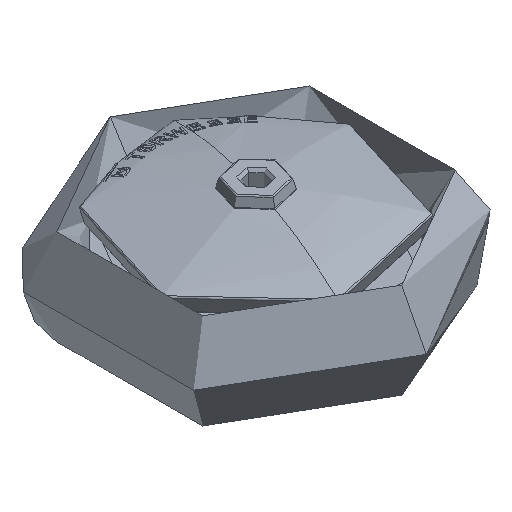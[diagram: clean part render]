
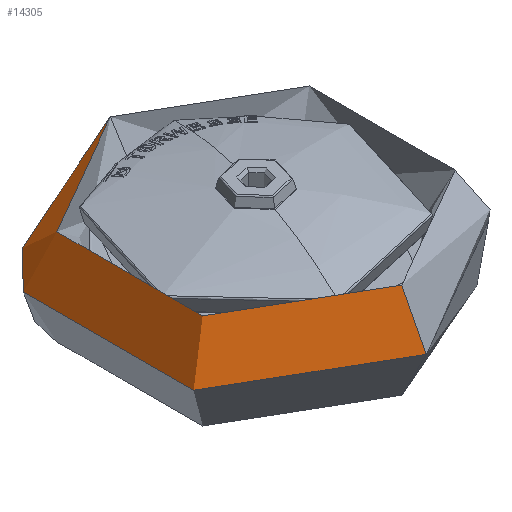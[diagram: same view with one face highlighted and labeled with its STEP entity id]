
A CAD part, isometric view. The second image highlights one B-rep face of the part: STEP entity #14305.
In plain terms, the highlighted free-form (B-spline) face has degree [3, 3] with [4, 4] control points.
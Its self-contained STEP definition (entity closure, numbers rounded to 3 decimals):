
#214 =( BOUNDED_CURVE ( )  B_SPLINE_CURVE ( 3, ( #20308, #8162, #11769, #17031 ),
 .UNSPECIFIED., .F., .F. ) 
 B_SPLINE_CURVE_WITH_KNOTS ( ( 4, 4 ),
 ( 4.712, 6.283 ),
 .UNSPECIFIED. ) 
 CURVE ( )  GEOMETRIC_REPRESENTATION_ITEM ( )  RATIONAL_B_SPLINE_CURVE ( ( 1., 0.805, 0.805, 1. ) ) 
 REPRESENTATION_ITEM ( '' )  );
#309 = AXIS2_PLACEMENT_3D ( 'NONE', #4785, #6499, #15154 ) ;
#1128 = EDGE_CURVE ( 'NONE', #5067, #20653, #21669, .T. ) ;
#1298 = EDGE_CURVE ( 'NONE', #18223, #5067, #214, .T. ) ;
#1402 = ORIENTED_EDGE ( 'NONE', *, *, #15740, .F. ) ;
#1411 = CARTESIAN_POINT ( 'NONE',  ( -4.362, -62.5, 10.251 ) ) ;
#1628 = FACE_OUTER_BOUND ( 'NONE', #22411, .T. ) ;
#2315 = CARTESIAN_POINT ( 'NONE',  ( -4.362, -62.5, 0. ) ) ;
#2415 = CARTESIAN_POINT ( 'NONE',  ( -4.362, -53.5, 17.5 ) ) ;
#3984 = CARTESIAN_POINT ( 'NONE',  ( -4.362, -53.5, 17.5 ) ) ;
#4206 = ORIENTED_EDGE ( 'NONE', *, *, #10849, .F. ) ;
#4493 = ORIENTED_EDGE ( 'NONE', *, *, #1298, .F. ) ;
#4785 = CARTESIAN_POINT ( 'NONE',  ( -4.362, 0., 17.5 ) ) ;
#4824 = CARTESIAN_POINT ( 'NONE',  ( -129.362, -62.5, 10.251 ) ) ;
#4895 = CARTESIAN_POINT ( 'NONE',  ( -111.362, 53.5, 17.5 ) ) ;
#4970 = CARTESIAN_POINT ( 'NONE',  ( -121.906, 58.772, 17.5 ) ) ;
#5037 = CARTESIAN_POINT ( 'NONE',  ( -111.362, -53.5, 17.5 ) ) ;
#5067 = VERTEX_POINT ( 'NONE', #22155 ) ;
#5687 = DIRECTION ( 'NONE',  ( 0., 0., -1. ) ) ;
#5860 = CARTESIAN_POINT ( 'NONE',  ( -4.362, -62.5, 10.251 ) ) ;
#6463 = CARTESIAN_POINT ( 'NONE',  ( -4.362, -58.772, 17.5 ) ) ;
#6499 = DIRECTION ( 'NONE',  ( 0., 0., 1. ) ) ;
#6541 = CARTESIAN_POINT ( 'NONE',  ( -4.362, 62.5, 0. ) ) ;
#6609 = CARTESIAN_POINT ( 'NONE',  ( -4.362, -53.5, 17.5 ) ) ;
#6817 = CARTESIAN_POINT ( 'NONE',  ( -4.362, -62.5, 0. ) ) ;
#7505 =( BOUNDED_SURFACE ( )  B_SPLINE_SURFACE ( 3, 3, ( 
 ( #6541, #15266, #18611, #20364 ),
 ( #15338, #10045, #4824, #1411 ),
 ( #13471, #4970, #20508, #6463 ),
 ( #22090, #4895, #5037, #6609 ) ),
 .UNSPECIFIED., .F., .F., .F. ) 
 B_SPLINE_SURFACE_WITH_KNOTS ( ( 4, 4 ),
 ( 4, 4 ),
 ( 0., 1. ),
 ( 0., 1. ),
 .UNSPECIFIED. ) 
 GEOMETRIC_REPRESENTATION_ITEM ( )  RATIONAL_B_SPLINE_SURFACE ( (
 ( 1., 0.333, 0.333, 1.),
 ( 0.805, 0.268, 0.268, 0.805),
 ( 0.805, 0.268, 0.268, 0.805),
 ( 1., 0.333, 0.333, 1.) ) ) 
 REPRESENTATION_ITEM ( '' )  SURFACE ( )  );
#8162 = CARTESIAN_POINT ( 'NONE',  ( -4.362, 62.5, 10.251 ) ) ;
#8922 = VERTEX_POINT ( 'NONE', #6817 ) ;
#9348 = CARTESIAN_POINT ( 'NONE',  ( -4.362, -58.772, 17.5 ) ) ;
#10045 = CARTESIAN_POINT ( 'NONE',  ( -129.362, 62.5, 10.251 ) ) ;
#10849 = EDGE_CURVE ( 'NONE', #20653, #8922, #17243, .T. ) ;
#11769 = CARTESIAN_POINT ( 'NONE',  ( -4.362, 58.772, 17.5 ) ) ;
#13471 = CARTESIAN_POINT ( 'NONE',  ( -4.362, 58.772, 17.5 ) ) ;
#14305 = ADVANCED_FACE ( 'NONE', ( #1628 ), #7505, .F. ) ;
#15154 = DIRECTION ( 'NONE',  ( 1., 0., 0. ) ) ;
#15266 = CARTESIAN_POINT ( 'NONE',  ( -129.362, 62.5, 0. ) ) ;
#15338 = CARTESIAN_POINT ( 'NONE',  ( -4.362, 62.5, 10.251 ) ) ;
#15740 = EDGE_CURVE ( 'NONE', #8922, #18223, #21587, .T. ) ;
#15995 = CARTESIAN_POINT ( 'NONE',  ( -4.362, 0., 0. ) ) ;
#17031 = CARTESIAN_POINT ( 'NONE',  ( -4.362, 53.5, 17.5 ) ) ;
#17243 =( BOUNDED_CURVE ( )  B_SPLINE_CURVE ( 3, ( #3984, #9348, #5860, #2315 ),
 .UNSPECIFIED., .F., .F. ) 
 B_SPLINE_CURVE_WITH_KNOTS ( ( 4, 4 ),
 ( 0., 1.571 ),
 .UNSPECIFIED. ) 
 CURVE ( )  GEOMETRIC_REPRESENTATION_ITEM ( )  RATIONAL_B_SPLINE_CURVE ( ( 1., 0.805, 0.805, 1. ) ) 
 REPRESENTATION_ITEM ( '' )  );
#17752 = DIRECTION ( 'NONE',  ( -1., 0., 0. ) ) ;
#18223 = VERTEX_POINT ( 'NONE', #21182 ) ;
#18611 = CARTESIAN_POINT ( 'NONE',  ( -129.362, -62.5, 0. ) ) ;
#19261 = AXIS2_PLACEMENT_3D ( 'NONE', #15995, #5687, #17752 ) ;
#20308 = CARTESIAN_POINT ( 'NONE',  ( -4.362, 62.5, 0. ) ) ;
#20364 = CARTESIAN_POINT ( 'NONE',  ( -4.362, -62.5, 0. ) ) ;
#20508 = CARTESIAN_POINT ( 'NONE',  ( -121.906, -58.772, 17.5 ) ) ;
#20653 = VERTEX_POINT ( 'NONE', #2415 ) ;
#20963 = ORIENTED_EDGE ( 'NONE', *, *, #1128, .F. ) ;
#21182 = CARTESIAN_POINT ( 'NONE',  ( -4.362, 62.5, 0. ) ) ;
#21587 = CIRCLE ( 'NONE', #19261, 62.5 ) ;
#21669 = CIRCLE ( 'NONE', #309, 53.5 ) ;
#22090 = CARTESIAN_POINT ( 'NONE',  ( -4.362, 53.5, 17.5 ) ) ;
#22155 = CARTESIAN_POINT ( 'NONE',  ( -4.362, 53.5, 17.5 ) ) ;
#22411 = EDGE_LOOP ( 'NONE', ( #4206, #20963, #4493, #1402 ) ) ;
